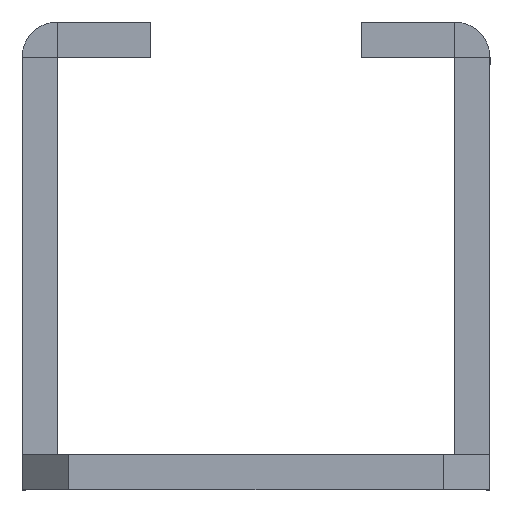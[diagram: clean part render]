
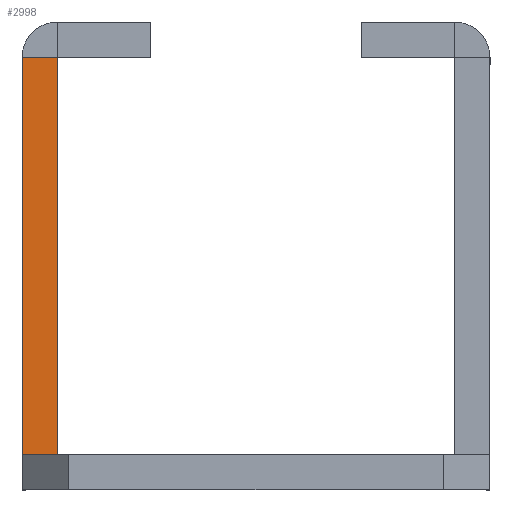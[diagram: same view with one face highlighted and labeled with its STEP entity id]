
A CAD part, left-side view. The second image highlights one B-rep face of the part: STEP entity #2998.
In plain terms, the highlighted planar face has unit normal (-1, 0, 0).
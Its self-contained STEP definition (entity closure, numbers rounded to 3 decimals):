
#161 = AXIS2_PLACEMENT_3D ( 'NONE', #1543, #1555, #1556 ) ;
#299 = FACE_OUTER_BOUND ( 'NONE', #2513, .T. ) ;
#368 = ORIENTED_EDGE ( 'NONE', *, *, #1044, .T. ) ;
#398 = LINE ( 'NONE', #2338, #399 ) ;
#399 = VECTOR ( 'NONE', #2339, 1000. ) ;
#404 = LINE ( 'NONE', #2336, #420 ) ;
#420 = VECTOR ( 'NONE', #2342, 1000. ) ;
#425 = LINE ( 'NONE', #2328, #475 ) ;
#427 = LINE ( 'NONE', #2340, #481 ) ;
#475 = VECTOR ( 'NONE', #2337, 1000. ) ;
#481 = VECTOR ( 'NONE', #2344, 1000. ) ;
#1042 = EDGE_CURVE ( 'NONE', #2586, #2626, #425, .T. ) ;
#1043 = EDGE_CURVE ( 'NONE', #2626, #2589, #398, .T. ) ;
#1044 = EDGE_CURVE ( 'NONE', #2588, #2589, #404, .T. ) ;
#1045 = EDGE_CURVE ( 'NONE', #2586, #2588, #427, .T. ) ;
#1156 = CARTESIAN_POINT ( 'NONE',  ( -267.5, 8.5, 1.51 ) ) ;
#1159 = CARTESIAN_POINT ( 'NONE',  ( -267.5, 8.5, 18.49 ) ) ;
#1160 = CARTESIAN_POINT ( 'NONE',  ( -267.5, 10., 18.49 ) ) ;
#1192 = CARTESIAN_POINT ( 'NONE',  ( -267.5, 10., 1.51 ) ) ;
#1543 = CARTESIAN_POINT ( 'NONE',  ( -267.5, 10., 18.5 ) ) ;
#1550 = PLANE ( 'NONE',  #161 ) ;
#1555 = DIRECTION ( 'NONE',  ( 1., 0., 0. ) ) ;
#1556 = DIRECTION ( 'NONE',  ( 0., 1., 0. ) ) ;
#2328 = CARTESIAN_POINT ( 'NONE',  ( -267.5, 8.5, 1.51 ) ) ;
#2336 = CARTESIAN_POINT ( 'NONE',  ( -267.5, 8.5, 18.49 ) ) ;
#2337 = DIRECTION ( 'NONE',  ( 0., 1., 0. ) ) ;
#2338 = CARTESIAN_POINT ( 'NONE',  ( -267.5, 10., 18.5 ) ) ;
#2339 = DIRECTION ( 'NONE',  ( 0., 0., 1. ) ) ;
#2340 = CARTESIAN_POINT ( 'NONE',  ( -267.5, 8.5, 18.5 ) ) ;
#2342 = DIRECTION ( 'NONE',  ( 0., 1., 0. ) ) ;
#2344 = DIRECTION ( 'NONE',  ( 0., 0., 1. ) ) ;
#2513 = EDGE_LOOP ( 'NONE', ( #368, #3191, #3194, #3193 ) ) ;
#2586 = VERTEX_POINT ( 'NONE', #1156 ) ;
#2588 = VERTEX_POINT ( 'NONE', #1159 ) ;
#2589 = VERTEX_POINT ( 'NONE', #1160 ) ;
#2626 = VERTEX_POINT ( 'NONE', #1192 ) ;
#2998 = ADVANCED_FACE ( 'NONE', ( #299 ), #1550, .F. ) ;
#3191 = ORIENTED_EDGE ( 'NONE', *, *, #1043, .F. ) ;
#3193 = ORIENTED_EDGE ( 'NONE', *, *, #1045, .T. ) ;
#3194 = ORIENTED_EDGE ( 'NONE', *, *, #1042, .F. ) ;
